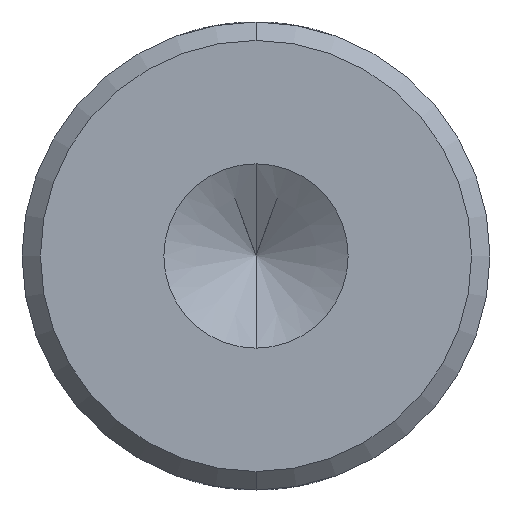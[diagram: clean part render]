
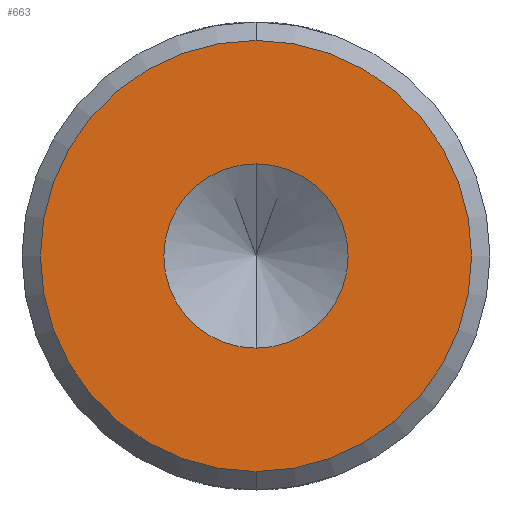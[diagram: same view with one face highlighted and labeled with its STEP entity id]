
A CAD part, front view. The second image highlights one B-rep face of the part: STEP entity #663.
In plain terms, the highlighted planar face has unit normal (0, -1, 0).
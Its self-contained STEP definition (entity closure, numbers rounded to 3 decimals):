
#21 = EDGE_LOOP ( 'NONE', ( #722, #222 ) ) ;
#57 = CIRCLE ( 'NONE', #163, 5.85 ) ;
#67 = AXIS2_PLACEMENT_3D ( 'NONE', #798, #350, #602 ) ;
#72 = CARTESIAN_POINT ( 'NONE',  ( 0., 0., 2.5 ) ) ;
#112 = VERTEX_POINT ( 'NONE', #72 ) ;
#119 = EDGE_CURVE ( 'NONE', #289, #112, #642, .T. ) ;
#138 = AXIS2_PLACEMENT_3D ( 'NONE', #337, #405, #461 ) ;
#154 = DIRECTION ( 'NONE',  ( 0., 0., 1. ) ) ;
#163 = AXIS2_PLACEMENT_3D ( 'NONE', #346, #545, #154 ) ;
#169 = EDGE_CURVE ( 'NONE', #112, #289, #616, .T. ) ;
#222 = ORIENTED_EDGE ( 'NONE', *, *, #169, .F. ) ;
#247 = FACE_OUTER_BOUND ( 'NONE', #343, .T. ) ;
#252 = AXIS2_PLACEMENT_3D ( 'NONE', #533, #469, #728 ) ;
#278 = DIRECTION ( 'NONE',  ( 0., 0., -1. ) ) ;
#281 = PLANE ( 'NONE',  #67 ) ;
#289 = VERTEX_POINT ( 'NONE', #433 ) ;
#294 = CARTESIAN_POINT ( 'NONE',  ( 0., 0., -5.85 ) ) ;
#306 = CARTESIAN_POINT ( 'NONE',  ( 0., 0., 5.85 ) ) ;
#337 = CARTESIAN_POINT ( 'NONE',  ( 0., 0., 0. ) ) ;
#343 = EDGE_LOOP ( 'NONE', ( #391, #473 ) ) ;
#346 = CARTESIAN_POINT ( 'NONE',  ( 0., 0., 0. ) ) ;
#350 = DIRECTION ( 'NONE',  ( 0., 1., 0. ) ) ;
#391 = ORIENTED_EDGE ( 'NONE', *, *, #710, .F. ) ;
#403 = DIRECTION ( 'NONE',  ( 0., -1., 0. ) ) ;
#405 = DIRECTION ( 'NONE',  ( 0., -1., 0. ) ) ;
#433 = CARTESIAN_POINT ( 'NONE',  ( 0., 0., -2.5 ) ) ;
#461 = DIRECTION ( 'NONE',  ( 0., 0., -1. ) ) ;
#469 = DIRECTION ( 'NONE',  ( 0., 1., 0. ) ) ;
#473 = ORIENTED_EDGE ( 'NONE', *, *, #829, .F. ) ;
#533 = CARTESIAN_POINT ( 'NONE',  ( 0., 0., 0. ) ) ;
#545 = DIRECTION ( 'NONE',  ( 0., 1., 0. ) ) ;
#602 = DIRECTION ( 'NONE',  ( 0., 0., 1. ) ) ;
#616 = CIRCLE ( 'NONE', #138, 2.5 ) ;
#642 = CIRCLE ( 'NONE', #804, 2.5 ) ;
#658 = FACE_BOUND ( 'NONE', #21, .T. ) ;
#663 = ADVANCED_FACE ( 'NONE', ( #658, #247 ), #281, .F. ) ;
#671 = CARTESIAN_POINT ( 'NONE',  ( 0., 0., 0. ) ) ;
#710 = EDGE_CURVE ( 'NONE', #791, #762, #57, .T. ) ;
#722 = ORIENTED_EDGE ( 'NONE', *, *, #119, .F. ) ;
#728 = DIRECTION ( 'NONE',  ( 0., 0., 1. ) ) ;
#762 = VERTEX_POINT ( 'NONE', #294 ) ;
#791 = VERTEX_POINT ( 'NONE', #306 ) ;
#798 = CARTESIAN_POINT ( 'NONE',  ( 0., 0., 0. ) ) ;
#804 = AXIS2_PLACEMENT_3D ( 'NONE', #671, #403, #278 ) ;
#829 = EDGE_CURVE ( 'NONE', #762, #791, #840, .T. ) ;
#840 = CIRCLE ( 'NONE', #252, 5.85 ) ;
